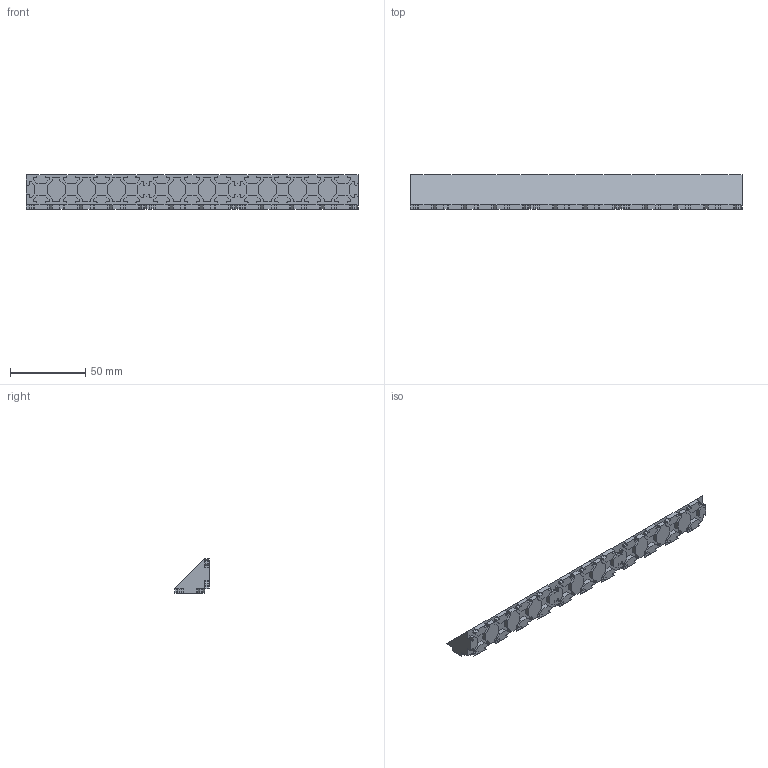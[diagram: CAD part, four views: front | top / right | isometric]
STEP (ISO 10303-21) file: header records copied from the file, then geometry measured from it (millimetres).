
FILE_DESCRIPTION(/* description */ (''),/* implementation_level */ '2;1');
FILE_NAME(/* name */ 'Top Edge - Plain_v1.step',/* time_stamp */ '2022-05-10T16:52:23+01:00',/* author */ (''),/* organization */ (''),/* preprocessor_version */ 'ST-DEVELOPER v18.1',/* originating_system */ 'Autodesk Translation Framework v10.14.0.1471',/* authorisation */ '');
FILE_SCHEMA (('AUTOMOTIVE_DESIGN { 1 0 10303 214 3 1 1 }'));
Length unit declared in the file: millimetre
Products named in the file (1): Top Edge - Plain
Bounding box: 220 x 23 x 23 mm (x, y, z)
Volume: 58889.7 mm3; surface area: 23165.5 mm2
Topology: 1 solids, 1 shells, 1030 faces, 2947 edges, 1944 vertices
Faces by surface type: plane 806, cylinder 224
Entity records: 33296 total; most frequent: CARTESIAN_POINT 5922, ORIENTED_EDGE 5894, DIRECTION 5457, EDGE_CURVE 2947, LINE 2499, VECTOR 2499, VERTEX_POINT 1944, AXIS2_PLACEMENT_3D 1479
